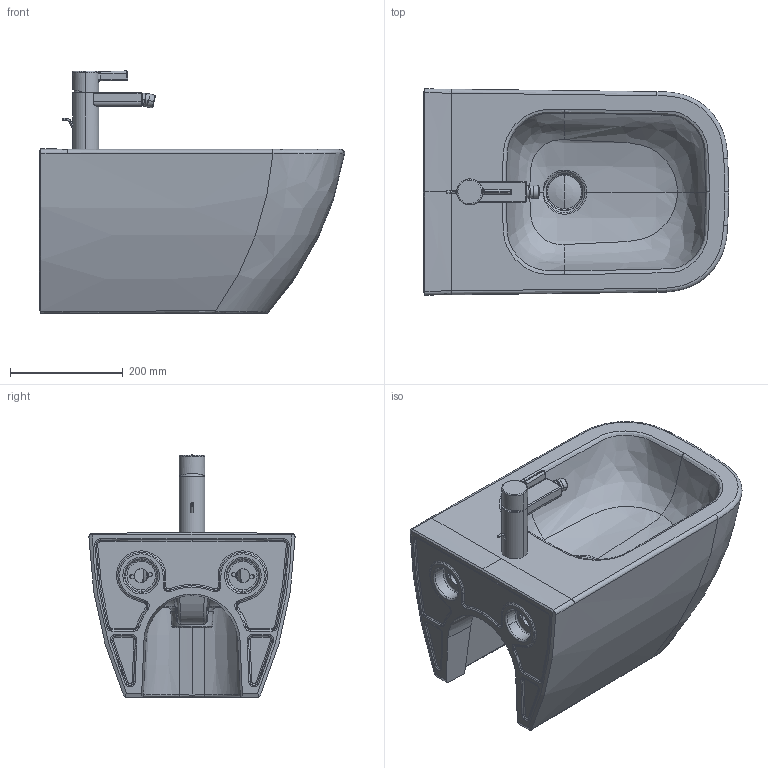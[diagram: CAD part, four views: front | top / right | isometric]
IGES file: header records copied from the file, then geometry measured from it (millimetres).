
Global section: file name: No Iges File Name specified; native system: Autodesk Inventor 2011; preprocessor: AutoDesk Inventor Iges Exporter R2011; author: Administrator; date: 20130610.120301; units: millimetre
Bounding box: 540.65 x 365.09 x 428.78 mm (x, y, z)
Volume: 22641672.4 mm3; surface area: 1091283.2 mm2
Topology: 8 solids, 8 shells, 510 faces, 1313 edges, 824 vertices
Faces by surface type: bspline 190, revolution 102, plane 95, cylinder 74, torus 38, sphere 7, cone 4
